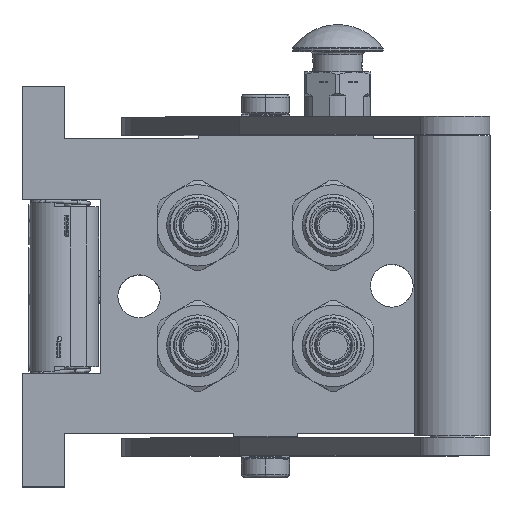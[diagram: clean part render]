
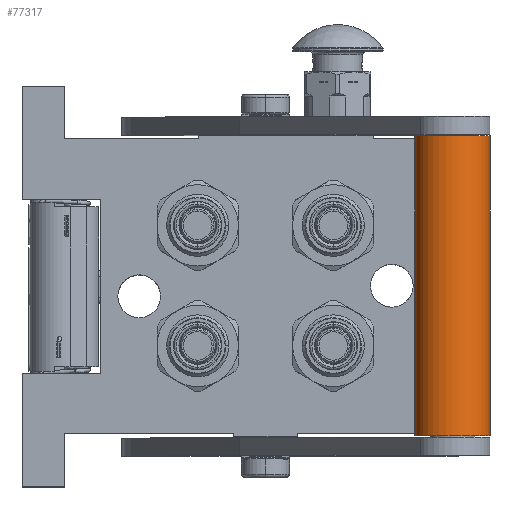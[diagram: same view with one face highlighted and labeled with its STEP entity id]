
A CAD part, top view. The second image highlights one B-rep face of the part: STEP entity #77317.
In plain terms, the highlighted cylindrical face has radius 12.5 mm (diameter 25 mm), a partial arc.
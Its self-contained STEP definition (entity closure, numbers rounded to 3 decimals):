
#361 = ORIENTED_EDGE ( 'NONE', *, *, #117010, .F. ) ;
#3443 = CARTESIAN_POINT ( 'NONE',  ( 104., 0., -12.5 ) ) ;
#5090 = ORIENTED_EDGE ( 'NONE', *, *, #106420, .T. ) ;
#5962 = DIRECTION ( 'NONE',  ( 0., 0., 1. ) ) ;
#11201 = CARTESIAN_POINT ( 'NONE',  ( 4.5, 0., 0. ) ) ;
#16190 = LINE ( 'NONE', #3443, #60573 ) ;
#16226 = VERTEX_POINT ( 'NONE', #43351 ) ;
#16770 = AXIS2_PLACEMENT_3D ( 'NONE', #110573, #92570, #21391 ) ;
#21391 = DIRECTION ( 'NONE',  ( 0., 0., -1. ) ) ;
#22741 = VERTEX_POINT ( 'NONE', #99963 ) ;
#30758 = VECTOR ( 'NONE', #42770, 1000. ) ;
#38373 = DIRECTION ( 'NONE',  ( 0., 0., -1. ) ) ;
#40665 = DIRECTION ( 'NONE',  ( -1., 0., 0. ) ) ;
#42770 = DIRECTION ( 'NONE',  ( -1., 0., 0. ) ) ;
#43351 = CARTESIAN_POINT ( 'NONE',  ( 4.5, 0., -12.5 ) ) ;
#55461 = ORIENTED_EDGE ( 'NONE', *, *, #92651, .F. ) ;
#60573 = VECTOR ( 'NONE', #40665, 1000. ) ;
#60685 = CARTESIAN_POINT ( 'NONE',  ( -5.425, 0., 0. ) ) ;
#69076 = CYLINDRICAL_SURFACE ( 'NONE', #117388, 12.5 ) ;
#71386 = DIRECTION ( 'NONE',  ( -1., 0., 0. ) ) ;
#76472 = LINE ( 'NONE', #89064, #30758 ) ;
#77010 = CARTESIAN_POINT ( 'NONE',  ( 4.5, 0., 12.5 ) ) ;
#77317 = ADVANCED_FACE ( 'NONE', ( #104817 ), #69076, .T. ) ;
#79230 = ORIENTED_EDGE ( 'NONE', *, *, #83017, .T. ) ;
#81734 = CIRCLE ( 'NONE', #16770, 12.5 ) ;
#83017 = EDGE_CURVE ( 'NONE', #22741, #86180, #76472, .T. ) ;
#84087 = AXIS2_PLACEMENT_3D ( 'NONE', #11201, #102615, #38373 ) ;
#86180 = VERTEX_POINT ( 'NONE', #77010 ) ;
#89064 = CARTESIAN_POINT ( 'NONE',  ( 104., 0., 12.5 ) ) ;
#92570 = DIRECTION ( 'NONE',  ( -1., 0., 0. ) ) ;
#92651 = EDGE_CURVE ( 'NONE', #110772, #16226, #16190, .T. ) ;
#96943 = EDGE_LOOP ( 'NONE', ( #5090, #79230, #361, #55461 ) ) ;
#98718 = CARTESIAN_POINT ( 'NONE',  ( 104., 0., -12.5 ) ) ;
#99963 = CARTESIAN_POINT ( 'NONE',  ( 104., 0., 12.5 ) ) ;
#102615 = DIRECTION ( 'NONE',  ( -1., 0., 0. ) ) ;
#104817 = FACE_OUTER_BOUND ( 'NONE', #96943, .T. ) ;
#106420 = EDGE_CURVE ( 'NONE', #110772, #22741, #81734, .T. ) ;
#110573 = CARTESIAN_POINT ( 'NONE',  ( 104., 0., 0. ) ) ;
#110772 = VERTEX_POINT ( 'NONE', #98718 ) ;
#115571 = CIRCLE ( 'NONE', #84087, 12.5 ) ;
#117010 = EDGE_CURVE ( 'NONE', #16226, #86180, #115571, .T. ) ;
#117388 = AXIS2_PLACEMENT_3D ( 'NONE', #60685, #71386, #5962 ) ;
